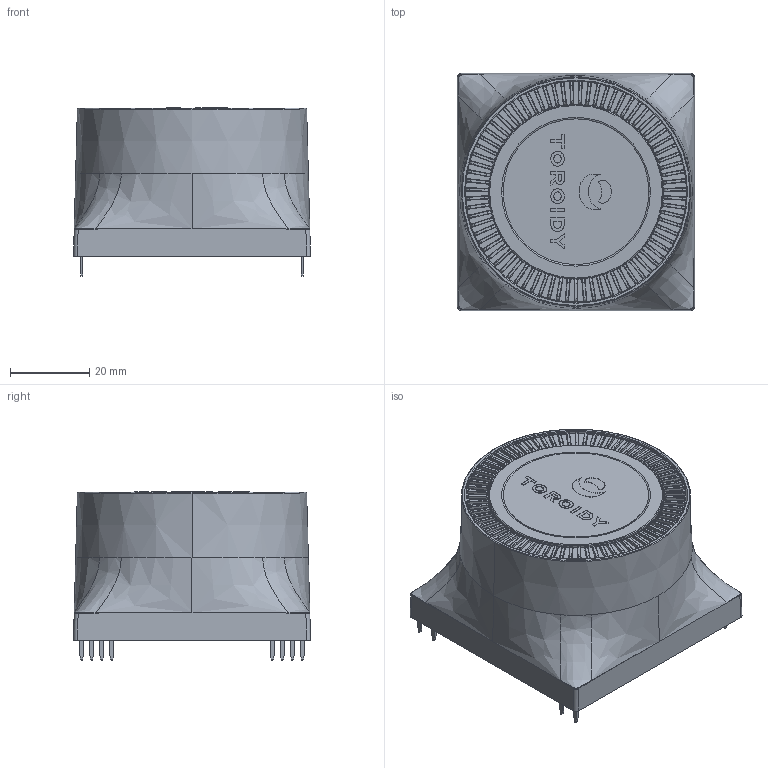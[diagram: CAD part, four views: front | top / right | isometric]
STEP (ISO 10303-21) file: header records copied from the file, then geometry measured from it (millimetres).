
FILE_DESCRIPTION (( 'STEP AP214' ), '1' );
FILE_NAME ('kpcb_15-25V.STEP', '2025-06-12T07:43:01', ( '' ), ( '' ), 'SwSTEP 2.0', 'SolidWorks 2018', '' );
FILE_SCHEMA (( 'AUTOMOTIVE_DESIGN' ));
Length unit declared in the file: millimetre
Products named in the file (2): kpcb_15-25V
Bounding box: 60 x 60 x 42.6 mm (x, y, z)
Volume: 22598.9 mm3; surface area: 34970.8 mm2
Topology: 13 solids, 13 shells, 1772 faces, 4529 edges, 2806 vertices
Faces by surface type: plane 788, cylinder 455, bspline 388, cone 108, torus 33
Entity records: 88558 total; most frequent: CARTESIAN_POINT 30789, ORIENTED_EDGE 9042, DIRECTION 6722, EDGE_CURVE 4521, VERTEX_POINT 2806, AXIS2_PLACEMENT_3D 2516, EDGE_LOOP 1825, UNCERTAINTY_MEASURE_WITH_UNIT 1787
